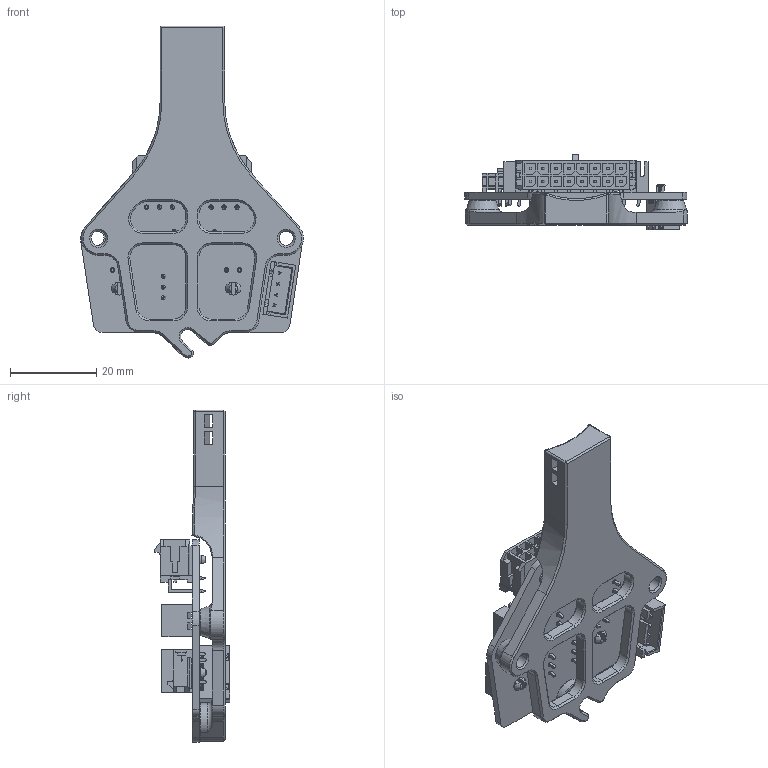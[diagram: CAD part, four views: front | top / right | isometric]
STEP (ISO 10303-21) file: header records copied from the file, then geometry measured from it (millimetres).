
FILE_DESCRIPTION(/* description */ (''),/* implementation_level */ '2;1');
FILE_NAME(/* name */ 'Xol_PCB.step',/* time_stamp */ '2023-07-30T17:19:19-07:00',/* author */ (''),/* organization */ (''),/* preprocessor_version */ 'ST-DEVELOPER v20',/* originating_system */ 'Autodesk Translation Framework v12.9.0.99',/* authorisation */ '');
FILE_SCHEMA (('AUTOMOTIVE_DESIGN { 1 0 10303 214 3 1 1 }'));
Products named in the file (24): (Unsaved); PCB; Molex_Micro-Fit_3.0_43650-0200_1x02_P3.00mm_Horizontal; SOLID (3); Molex_Micro-Fit_3.0_43650-0200_1x02_P3.00mm_Horizontal (1); SOLID (3) (1); JST_XH_B3B-XH-A_1x03_P2.50mm_Vertical; SOLID (1); JST_XH_B2B-XH-A_1x02_P2.50mm_Vertical; SOLID; JST_XH_B2B-XH-A_1x02_P2.50mm_Vertical (1); SOLID (2); JST_XH_B4B-XH-A_1x04_P2.50mm_Vertical; SOLID (2) (1); JST_XH_B3B-XH-A_1x03_P2.50mm_Vertical (1); SOLID (1) (1); xol-pcb PCB; JST_XH_B2B-XH-A_1x02_P2.50mm_Vertical (2); SOLID (4); JST_XH_B2B-XH-A_1x02_P2.50mm_Vertical (3); SOLID (5); Molex_Micro-Fit_3.0_43045-1600_2x08_P3.00mm_Horizontal; COMPOUND; Strain Relief
Assembly tree (23 placements, depth 4):
  (Unsaved)
    PCB
      Molex_Micro-Fit_3.0_43650-0200_1x02_P3.00mm_Horizontal
        SOLID (3)
      Molex_Micro-Fit_3.0_43650-0200_1x02_P3.00mm_Horizontal (1)
        SOLID (3) (1)
      JST_XH_B3B-XH-A_1x03_P2.50mm_Vertical
        SOLID (1)
      JST_XH_B2B-XH-A_1x02_P2.50mm_Vertical
        SOLID
      JST_XH_B2B-XH-A_1x02_P2.50mm_Vertical (1)
        SOLID (2)
      JST_XH_B4B-XH-A_1x04_P2.50mm_Vertical
        SOLID (2) (1)
      JST_XH_B3B-XH-A_1x03_P2.50mm_Vertical (1)
        SOLID (1) (1)
      xol-pcb PCB
      JST_XH_B2B-XH-A_1x02_P2.50mm_Vertical (2)
        SOLID (4)
      JST_XH_B2B-XH-A_1x02_P2.50mm_Vertical (3)
        SOLID (5)
      Molex_Micro-Fit_3.0_43045-1600_2x08_P3.00mm_Horizontal
        COMPOUND
    Strain Relief
Bounding box: 51.68 x 17.47 x 76.99 mm (x, y, z)
Volume: 11755.5 mm3; surface area: 16067.3 mm2
Topology: 36 solids, 36 shells, 2141 faces, 5470 edges, 3498 vertices
Faces by surface type: plane 1896, cylinder 146, cone 74, bspline 13, torus 10, sphere 2
Full cylindrical faces by diameter (mm): 0.95 x10, 1 x8, 1.02 x20, 3 x4, 3.2 x2, 3.4 x2
Entity records: 66314 total; most frequent: CARTESIAN_POINT 12097, ORIENTED_EDGE 10936, DIRECTION 10158, EDGE_CURVE 5468, LINE 5002, VECTOR 5002, VERTEX_POINT 3498, AXIS2_PLACEMENT_3D 2578
